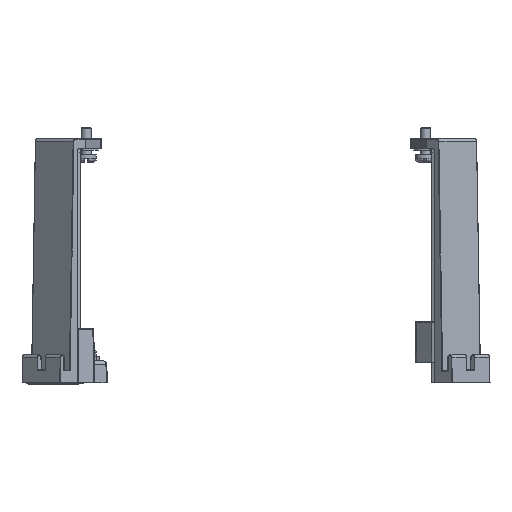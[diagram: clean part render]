
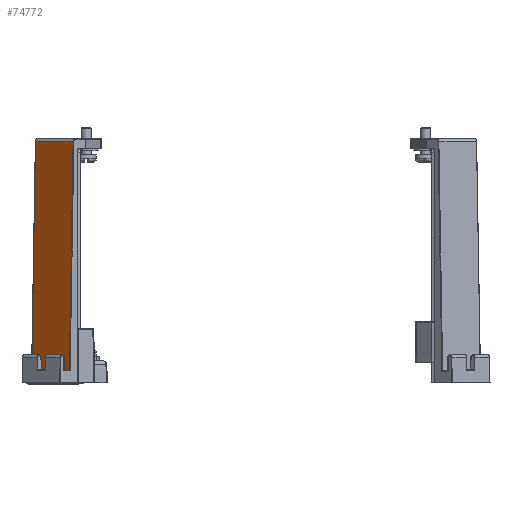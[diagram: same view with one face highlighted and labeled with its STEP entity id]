
A CAD part, front view. The second image highlights one B-rep face of the part: STEP entity #74772.
In plain terms, the highlighted planar face has unit normal (-0.707, -0.707, 0.023).
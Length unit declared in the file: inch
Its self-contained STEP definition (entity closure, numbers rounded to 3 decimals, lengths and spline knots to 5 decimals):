
#917 = VERTEX_POINT ( 'NONE', #24976 ) ;
#4876 = CARTESIAN_POINT ( 'NONE',  ( -3.36784, -5.06132, -0.5 ) ) ;
#5069 = EDGE_CURVE ( 'NONE', #917, #32360, #31345, .T. ) ;
#11606 = DIRECTION ( 'NONE',  ( -0.707, -0.707, 0.023 ) ) ;
#13167 = EDGE_CURVE ( 'NONE', #32360, #49090, #75711, .T. ) ;
#19081 = VECTOR ( 'NONE', #24860, 39.37008 ) ;
#19213 = CARTESIAN_POINT ( 'NONE',  ( -3.71543, -4.71595, -0.55861 ) ) ;
#22745 = CARTESIAN_POINT ( 'NONE',  ( -3.43787, -5.13141, -4.768 ) ) ;
#24860 = DIRECTION ( 'NONE',  ( -0.707, 0.707, 0. ) ) ;
#24976 = CARTESIAN_POINT ( 'NONE',  ( -3.3688, -5.06228, -0.55861 ) ) ;
#27203 = AXIS2_PLACEMENT_3D ( 'NONE', #30165, #11606, #37969 ) ;
#27340 = CARTESIAN_POINT ( 'NONE',  ( -4.13114, -4.43875, -4.768 ) ) ;
#28830 = CARTESIAN_POINT ( 'NONE',  ( -4.0611, -4.36865, -0.5 ) ) ;
#29262 = DIRECTION ( 'NONE',  ( -0.016, -0.016, -1. ) ) ;
#30165 = CARTESIAN_POINT ( 'NONE',  ( -3.71447, -4.71498, -0.5 ) ) ;
#30266 = ORIENTED_EDGE ( 'NONE', *, *, #31391, .T. ) ;
#31345 = LINE ( 'NONE', #19213, #19081 ) ;
#31391 = EDGE_CURVE ( 'NONE', #49090, #60750, #75946, .T. ) ;
#31637 = LINE ( 'NONE', #4876, #48679 ) ;
#32360 = VERTEX_POINT ( 'NONE', #71059 ) ;
#37969 = DIRECTION ( 'NONE',  ( 0.016, 0.016, 1. ) ) ;
#39300 = ORIENTED_EDGE ( 'NONE', *, *, #5069, .T. ) ;
#40787 = ORIENTED_EDGE ( 'NONE', *, *, #13167, .T. ) ;
#41798 = EDGE_CURVE ( 'NONE', #60750, #917, #31637, .T. ) ;
#44374 = PLANE ( 'NONE',  #27203 ) ;
#48679 = VECTOR ( 'NONE', #58305, 39.37008 ) ;
#48966 = VECTOR ( 'NONE', #29262, 39.37008 ) ;
#49090 = VERTEX_POINT ( 'NONE', #27340 ) ;
#57073 = DIRECTION ( 'NONE',  ( 0.707, -0.707, 0. ) ) ;
#58305 = DIRECTION ( 'NONE',  ( 0.016, 0.016, 1. ) ) ;
#60750 = VERTEX_POINT ( 'NONE', #22745 ) ;
#63752 = FACE_OUTER_BOUND ( 'NONE', #66507, .T. ) ;
#66507 = EDGE_LOOP ( 'NONE', ( #39300, #40787, #30266, #82983 ) ) ;
#69076 = CARTESIAN_POINT ( 'NONE',  ( -3.78451, -4.78508, -4.768 ) ) ;
#71059 = CARTESIAN_POINT ( 'NONE',  ( -4.06207, -4.36962, -0.55861 ) ) ;
#74772 = ADVANCED_FACE ( 'NONE', ( #63752 ), #44374, .T. ) ;
#75711 = LINE ( 'NONE', #28830, #48966 ) ;
#75946 = LINE ( 'NONE', #69076, #76316 ) ;
#76316 = VECTOR ( 'NONE', #57073, 39.37008 ) ;
#82983 = ORIENTED_EDGE ( 'NONE', *, *, #41798, .T. ) ;
